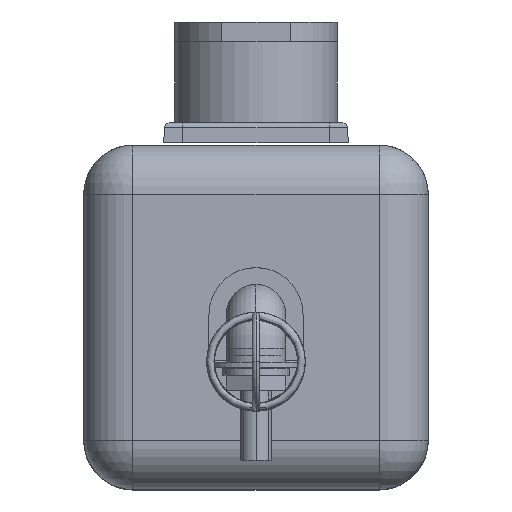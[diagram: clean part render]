
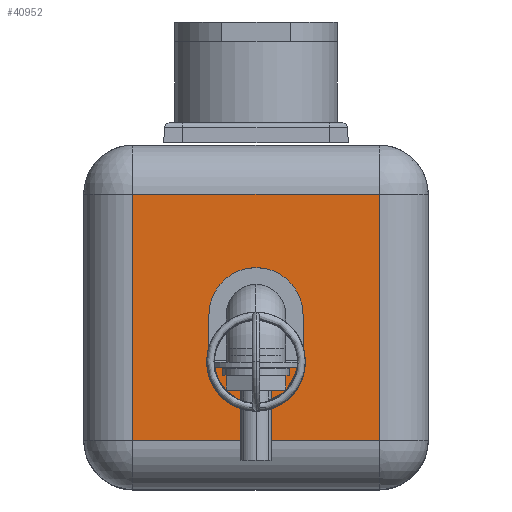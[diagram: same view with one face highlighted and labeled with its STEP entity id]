
A CAD part, top view. The second image highlights one B-rep face of the part: STEP entity #40952.
In plain terms, the highlighted face is planar.
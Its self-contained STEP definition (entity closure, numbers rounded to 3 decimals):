
#2035 = ORIENTED_EDGE ( 'NONE', *, *, #33806, .T. ) ;
#4312 = VERTEX_POINT ( 'NONE', #30281 ) ;
#4841 = VERTEX_POINT ( 'NONE', #20773 ) ;
#5818 = VERTEX_POINT ( 'NONE', #22048 ) ;
#7142 = LINE ( 'NONE', #51489, #30211 ) ;
#7265 = LINE ( 'NONE', #23431, #46142 ) ;
#9543 = CARTESIAN_POINT ( 'NONE',  ( -50., 50., -20. ) ) ;
#9905 = CARTESIAN_POINT ( 'NONE',  ( 50., 50., -20. ) ) ;
#10226 = ORIENTED_EDGE ( 'NONE', *, *, #50522, .T. ) ;
#14143 = PLANE ( 'NONE',  #50928 ) ;
#14682 = FACE_OUTER_BOUND ( 'NONE', #36718, .T. ) ;
#19123 = DIRECTION ( 'NONE',  ( 0., 0., 1. ) ) ;
#20773 = CARTESIAN_POINT ( 'NONE',  ( -50., 50., -20. ) ) ;
#21378 = DIRECTION ( 'NONE',  ( -1., 0., 0. ) ) ;
#22048 = CARTESIAN_POINT ( 'NONE',  ( 50., 50., -20. ) ) ;
#22679 = CARTESIAN_POINT ( 'NONE',  ( 50., -50., -20. ) ) ;
#23431 = CARTESIAN_POINT ( 'NONE',  ( 50., -50., -20. ) ) ;
#26211 = CARTESIAN_POINT ( 'NONE',  ( -50., -50., -20. ) ) ;
#27483 = ORIENTED_EDGE ( 'NONE', *, *, #58415, .T. ) ;
#27494 = DIRECTION ( 'NONE',  ( 0., 1., 0. ) ) ;
#28251 = LINE ( 'NONE', #26211, #51088 ) ;
#28301 = VECTOR ( 'NONE', #33655, 1000. ) ;
#29288 = LINE ( 'NONE', #9905, #28301 ) ;
#30211 = VECTOR ( 'NONE', #27494, 1000. ) ;
#30281 = CARTESIAN_POINT ( 'NONE',  ( -50., -50., -20. ) ) ;
#30336 = EDGE_CURVE ( 'NONE', #4312, #4841, #7142, .T. ) ;
#33655 = DIRECTION ( 'NONE',  ( 1., 0., 0. ) ) ;
#33806 = EDGE_CURVE ( 'NONE', #5818, #48719, #7265, .T. ) ;
#36718 = EDGE_LOOP ( 'NONE', ( #27483, #2035, #10226, #61592 ) ) ;
#40952 = ADVANCED_FACE ( 'NONE', ( #14682 ), #14143, .F. ) ;
#46142 = VECTOR ( 'NONE', #52047, 1000. ) ;
#48719 = VERTEX_POINT ( 'NONE', #22679 ) ;
#50522 = EDGE_CURVE ( 'NONE', #48719, #4312, #28251, .T. ) ;
#50928 = AXIS2_PLACEMENT_3D ( 'NONE', #9543, #19123, #52556 ) ;
#51088 = VECTOR ( 'NONE', #21378, 1000. ) ;
#51489 = CARTESIAN_POINT ( 'NONE',  ( -50., 50., -20. ) ) ;
#52047 = DIRECTION ( 'NONE',  ( 0., -1., 0. ) ) ;
#52556 = DIRECTION ( 'NONE',  ( 1., 0., 0. ) ) ;
#58415 = EDGE_CURVE ( 'NONE', #4841, #5818, #29288, .T. ) ;
#61592 = ORIENTED_EDGE ( 'NONE', *, *, #30336, .T. ) ;
